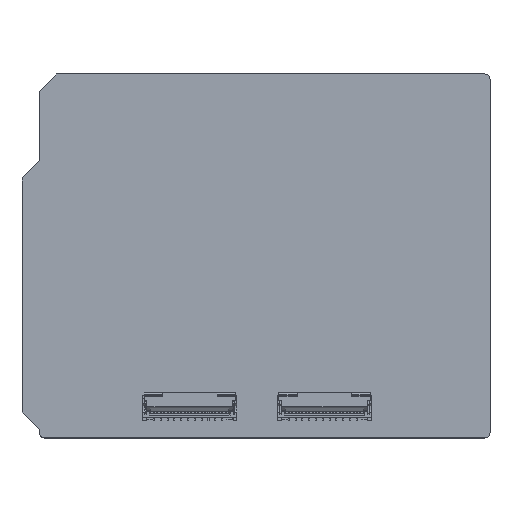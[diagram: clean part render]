
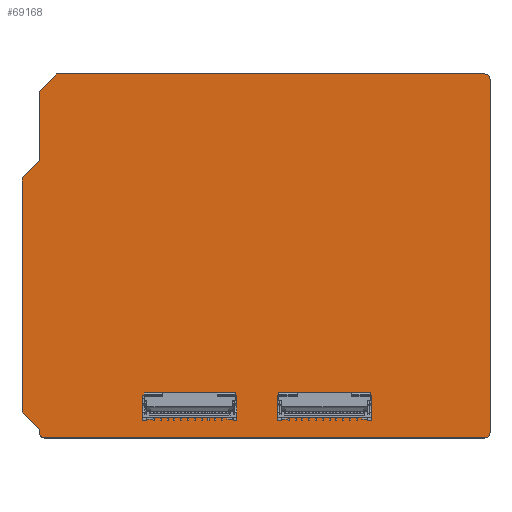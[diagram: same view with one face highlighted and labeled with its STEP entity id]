
A CAD part, top view. The second image highlights one B-rep face of the part: STEP entity #69168.
In plain terms, the highlighted planar face has unit normal (0, 0, 1).
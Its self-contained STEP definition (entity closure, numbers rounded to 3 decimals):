
#68777 = VERTEX_POINT('',#68778);
#68778 = CARTESIAN_POINT('',(182.238,-67.58,1.51));
#68784 = EDGE_CURVE('',#68777,#68785,#68787,.T.);
#68785 = VERTEX_POINT('',#68786);
#68786 = CARTESIAN_POINT('',(183.,-68.342,1.51));
#68787 = CIRCLE('',#68788,0.762);
#68788 = AXIS2_PLACEMENT_3D('',#68789,#68790,#68791);
#68789 = CARTESIAN_POINT('',(182.238,-68.342,1.51));
#68790 = DIRECTION('',(0.,0.,-1.));
#68791 = DIRECTION('',(0.,1.,0.));
#68817 = EDGE_CURVE('',#68785,#68818,#68820,.T.);
#68818 = VERTEX_POINT('',#68819);
#68819 = CARTESIAN_POINT('',(183.,-120.158,1.51));
#68820 = LINE('',#68821,#68822);
#68821 = CARTESIAN_POINT('',(183.,-68.342,1.51));
#68822 = VECTOR('',#68823,1.);
#68823 = DIRECTION('',(0.,-1.,0.));
#68848 = EDGE_CURVE('',#68818,#68849,#68851,.T.);
#68849 = VERTEX_POINT('',#68850);
#68850 = CARTESIAN_POINT('',(182.238,-120.92,1.51));
#68851 = CIRCLE('',#68852,0.762);
#68852 = AXIS2_PLACEMENT_3D('',#68853,#68854,#68855);
#68853 = CARTESIAN_POINT('',(182.238,-120.158,1.51));
#68854 = DIRECTION('',(0.,0.,-1.));
#68855 = DIRECTION('',(1.,0.,0.));
#68881 = EDGE_CURVE('',#68849,#68882,#68884,.T.);
#68882 = VERTEX_POINT('',#68883);
#68883 = CARTESIAN_POINT('',(117.722,-120.92,1.51));
#68884 = LINE('',#68885,#68886);
#68885 = CARTESIAN_POINT('',(182.238,-120.92,1.51));
#68886 = VECTOR('',#68887,1.);
#68887 = DIRECTION('',(-1.,0.,0.));
#68912 = EDGE_CURVE('',#68882,#68913,#68915,.T.);
#68913 = VERTEX_POINT('',#68914);
#68914 = CARTESIAN_POINT('',(116.96,-120.158,1.51));
#68915 = CIRCLE('',#68916,0.762);
#68916 = AXIS2_PLACEMENT_3D('',#68917,#68918,#68919);
#68917 = CARTESIAN_POINT('',(117.722,-120.158,1.51));
#68918 = DIRECTION('',(0.,0.,-1.));
#68919 = DIRECTION('',(0.,-1.,-0.));
#68945 = EDGE_CURVE('',#68913,#68946,#68948,.T.);
#68946 = VERTEX_POINT('',#68947);
#68947 = CARTESIAN_POINT('',(116.96,-119.65,1.51));
#68948 = LINE('',#68949,#68950);
#68949 = CARTESIAN_POINT('',(116.96,-120.158,1.51));
#68950 = VECTOR('',#68951,1.);
#68951 = DIRECTION('',(0.,1.,0.));
#68976 = EDGE_CURVE('',#68946,#68977,#68979,.T.);
#68977 = VERTEX_POINT('',#68978);
#68978 = CARTESIAN_POINT('',(114.42,-117.11,1.51));
#68979 = LINE('',#68980,#68981);
#68980 = CARTESIAN_POINT('',(116.96,-119.65,1.51));
#68981 = VECTOR('',#68982,1.);
#68982 = DIRECTION('',(-0.707,0.707,0.));
#69007 = EDGE_CURVE('',#68977,#69008,#69010,.T.);
#69008 = VERTEX_POINT('',#69009);
#69009 = CARTESIAN_POINT('',(114.42,-82.82,1.51));
#69010 = LINE('',#69011,#69012);
#69011 = CARTESIAN_POINT('',(114.42,-117.11,1.51));
#69012 = VECTOR('',#69013,1.);
#69013 = DIRECTION('',(0.,1.,0.));
#69038 = EDGE_CURVE('',#69008,#69039,#69041,.T.);
#69039 = VERTEX_POINT('',#69040);
#69040 = CARTESIAN_POINT('',(116.96,-80.28,1.51));
#69041 = LINE('',#69042,#69043);
#69042 = CARTESIAN_POINT('',(114.42,-82.82,1.51));
#69043 = VECTOR('',#69044,1.);
#69044 = DIRECTION('',(0.707,0.707,0.));
#69069 = EDGE_CURVE('',#69039,#69070,#69072,.T.);
#69070 = VERTEX_POINT('',#69071);
#69071 = CARTESIAN_POINT('',(116.96,-70.12,1.51));
#69072 = LINE('',#69073,#69074);
#69073 = CARTESIAN_POINT('',(116.96,-80.28,1.51));
#69074 = VECTOR('',#69075,1.);
#69075 = DIRECTION('',(0.,1.,0.));
#69100 = EDGE_CURVE('',#69070,#69101,#69103,.T.);
#69101 = VERTEX_POINT('',#69102);
#69102 = CARTESIAN_POINT('',(119.5,-67.58,1.51));
#69103 = LINE('',#69104,#69105);
#69104 = CARTESIAN_POINT('',(116.96,-70.12,1.51));
#69105 = VECTOR('',#69106,1.);
#69106 = DIRECTION('',(0.707,0.707,0.));
#69131 = EDGE_CURVE('',#69101,#68777,#69132,.T.);
#69132 = LINE('',#69133,#69134);
#69133 = CARTESIAN_POINT('',(119.5,-67.58,1.51));
#69134 = VECTOR('',#69135,1.);
#69135 = DIRECTION('',(1.,0.,0.));
#69168 = ADVANCED_FACE('',(#69169),#69183,.T.);
#69169 = FACE_BOUND('',#69170,.F.);
#69170 = EDGE_LOOP('',(#69171,#69172,#69173,#69174,#69175,#69176,#69177,
    #69178,#69179,#69180,#69181,#69182));
#69171 = ORIENTED_EDGE('',*,*,#68784,.T.);
#69172 = ORIENTED_EDGE('',*,*,#68817,.T.);
#69173 = ORIENTED_EDGE('',*,*,#68848,.T.);
#69174 = ORIENTED_EDGE('',*,*,#68881,.T.);
#69175 = ORIENTED_EDGE('',*,*,#68912,.T.);
#69176 = ORIENTED_EDGE('',*,*,#68945,.T.);
#69177 = ORIENTED_EDGE('',*,*,#68976,.T.);
#69178 = ORIENTED_EDGE('',*,*,#69007,.T.);
#69179 = ORIENTED_EDGE('',*,*,#69038,.T.);
#69180 = ORIENTED_EDGE('',*,*,#69069,.T.);
#69181 = ORIENTED_EDGE('',*,*,#69100,.T.);
#69182 = ORIENTED_EDGE('',*,*,#69131,.T.);
#69183 = PLANE('',#69184);
#69184 = AXIS2_PLACEMENT_3D('',#69185,#69186,#69187);
#69185 = CARTESIAN_POINT('',(0.,0.,1.51));
#69186 = DIRECTION('',(0.,0.,1.));
#69187 = DIRECTION('',(1.,0.,-0.));
